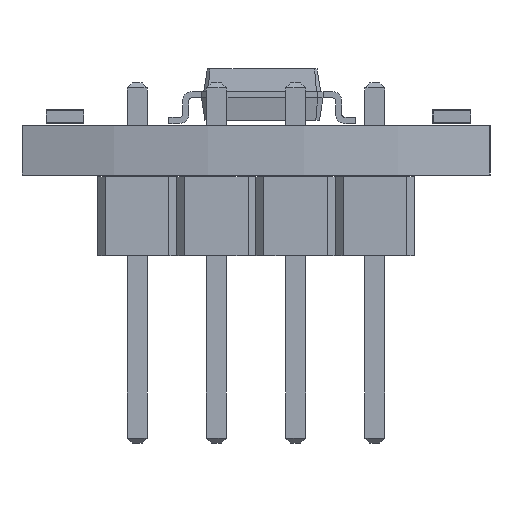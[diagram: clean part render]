
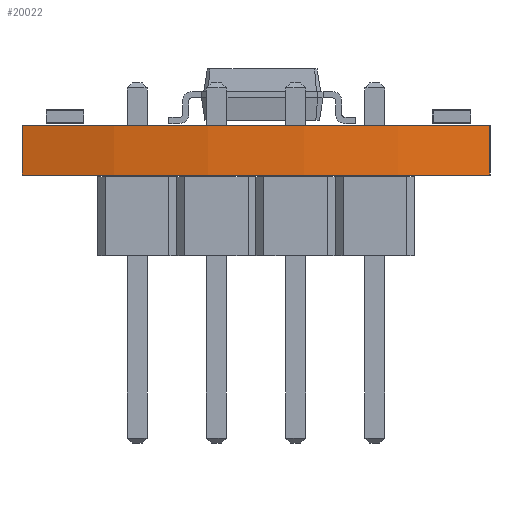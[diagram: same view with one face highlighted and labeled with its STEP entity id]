
A CAD part, left-side view. The second image highlights one B-rep face of the part: STEP entity #20022.
In plain terms, the highlighted cylindrical face has radius 24 mm (diameter 48 mm), a partial arc.
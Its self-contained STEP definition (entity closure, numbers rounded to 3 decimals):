
#19325 = PLANE('',#19326);
#19326 = AXIS2_PLACEMENT_3D('',#19327,#19328,#19329);
#19327 = CARTESIAN_POINT('',(90.402,-86.6,0.));
#19328 = DIRECTION('',(0.,1.,0.));
#19329 = DIRECTION('',(1.,0.,0.));
#19354 = PLANE('',#19355);
#19355 = AXIS2_PLACEMENT_3D('',#19356,#19357,#19358);
#19356 = CARTESIAN_POINT('',(103.835,-79.1,1.6));
#19357 = DIRECTION('',(0.,0.,1.));
#19358 = DIRECTION('',(1.,0.,0.));
#19382 = PLANE('',#19383);
#19383 = AXIS2_PLACEMENT_3D('',#19384,#19385,#19386);
#19384 = CARTESIAN_POINT('',(113.2,-71.6,0.));
#19385 = DIRECTION('',(0.,-1.,0.));
#19386 = DIRECTION('',(-1.,0.,0.));
#19409 = PLANE('',#19410);
#19410 = AXIS2_PLACEMENT_3D('',#19411,#19412,#19413);
#19411 = CARTESIAN_POINT('',(103.835,-79.1,0.));
#19412 = DIRECTION('',(0.,0.,1.));
#19413 = DIRECTION('',(1.,0.,0.));
#19424 = EDGE_CURVE('',#19425,#19427,#19429,.T.);
#19425 = VERTEX_POINT('',#19426);
#19426 = CARTESIAN_POINT('',(90.402,-86.6,0.));
#19427 = VERTEX_POINT('',#19428);
#19428 = CARTESIAN_POINT('',(90.402,-86.6,1.6));
#19429 = SURFACE_CURVE('',#19430,(#19434,#19441),.PCURVE_S1.);
#19430 = LINE('',#19431,#19432);
#19431 = CARTESIAN_POINT('',(90.402,-86.6,0.));
#19432 = VECTOR('',#19433,1.);
#19433 = DIRECTION('',(0.,0.,1.));
#19434 = PCURVE('',#19325,#19435);
#19435 = DEFINITIONAL_REPRESENTATION('',(#19436),#19440);
#19436 = LINE('',#19437,#19438);
#19437 = CARTESIAN_POINT('',(0.,0.));
#19438 = VECTOR('',#19439,1.);
#19439 = DIRECTION('',(0.,-1.));
#19440 = ( GEOMETRIC_REPRESENTATION_CONTEXT(2) 
PARAMETRIC_REPRESENTATION_CONTEXT() REPRESENTATION_CONTEXT('2D SPACE',''
  ) );
#19441 = PCURVE('',#19442,#19447);
#19442 = CYLINDRICAL_SURFACE('',#19443,24.);
#19443 = AXIS2_PLACEMENT_3D('',#19444,#19445,#19446);
#19444 = CARTESIAN_POINT('',(113.2,-79.1,0.));
#19445 = DIRECTION('',(0.,0.,-1.));
#19446 = DIRECTION('',(1.,0.,0.));
#19447 = DEFINITIONAL_REPRESENTATION('',(#19448),#19452);
#19448 = LINE('',#19449,#19450);
#19449 = CARTESIAN_POINT('',(-3.459,0.));
#19450 = VECTOR('',#19451,1.);
#19451 = DIRECTION('',(0.,-1.));
#19452 = ( GEOMETRIC_REPRESENTATION_CONTEXT(2) 
PARAMETRIC_REPRESENTATION_CONTEXT() REPRESENTATION_CONTEXT('2D SPACE',''
  ) );
#19502 = VERTEX_POINT('',#19503);
#19503 = CARTESIAN_POINT('',(90.402,-71.6,1.6));
#19524 = EDGE_CURVE('',#19525,#19502,#19527,.T.);
#19525 = VERTEX_POINT('',#19526);
#19526 = CARTESIAN_POINT('',(90.402,-71.6,0.));
#19527 = SURFACE_CURVE('',#19528,(#19532,#19539),.PCURVE_S1.);
#19528 = LINE('',#19529,#19530);
#19529 = CARTESIAN_POINT('',(90.402,-71.6,0.));
#19530 = VECTOR('',#19531,1.);
#19531 = DIRECTION('',(0.,0.,1.));
#19532 = PCURVE('',#19382,#19533);
#19533 = DEFINITIONAL_REPRESENTATION('',(#19534),#19538);
#19534 = LINE('',#19535,#19536);
#19535 = CARTESIAN_POINT('',(22.798,0.));
#19536 = VECTOR('',#19537,1.);
#19537 = DIRECTION('',(0.,-1.));
#19538 = ( GEOMETRIC_REPRESENTATION_CONTEXT(2) 
PARAMETRIC_REPRESENTATION_CONTEXT() REPRESENTATION_CONTEXT('2D SPACE',''
  ) );
#19539 = PCURVE('',#19442,#19540);
#19540 = DEFINITIONAL_REPRESENTATION('',(#19541),#19545);
#19541 = LINE('',#19542,#19543);
#19542 = CARTESIAN_POINT('',(-2.824,0.));
#19543 = VECTOR('',#19544,1.);
#19544 = DIRECTION('',(0.,-1.));
#19545 = ( GEOMETRIC_REPRESENTATION_CONTEXT(2) 
PARAMETRIC_REPRESENTATION_CONTEXT() REPRESENTATION_CONTEXT('2D SPACE',''
  ) );
#19573 = EDGE_CURVE('',#19525,#19425,#19574,.T.);
#19574 = SURFACE_CURVE('',#19575,(#19580,#19587),.PCURVE_S1.);
#19575 = CIRCLE('',#19576,24.);
#19576 = AXIS2_PLACEMENT_3D('',#19577,#19578,#19579);
#19577 = CARTESIAN_POINT('',(113.2,-79.1,0.));
#19578 = DIRECTION('',(0.,0.,1.));
#19579 = DIRECTION('',(1.,0.,0.));
#19580 = PCURVE('',#19409,#19581);
#19581 = DEFINITIONAL_REPRESENTATION('',(#19582),#19586);
#19582 = CIRCLE('',#19583,24.);
#19583 = AXIS2_PLACEMENT_2D('',#19584,#19585);
#19584 = CARTESIAN_POINT('',(9.365,0.));
#19585 = DIRECTION('',(1.,0.));
#19586 = ( GEOMETRIC_REPRESENTATION_CONTEXT(2) 
PARAMETRIC_REPRESENTATION_CONTEXT() REPRESENTATION_CONTEXT('2D SPACE',''
  ) );
#19587 = PCURVE('',#19442,#19588);
#19588 = DEFINITIONAL_REPRESENTATION('',(#19589),#19593);
#19589 = LINE('',#19590,#19591);
#19590 = CARTESIAN_POINT('',(0.,0.));
#19591 = VECTOR('',#19592,1.);
#19592 = DIRECTION('',(-1.,0.));
#19593 = ( GEOMETRIC_REPRESENTATION_CONTEXT(2) 
PARAMETRIC_REPRESENTATION_CONTEXT() REPRESENTATION_CONTEXT('2D SPACE',''
  ) );
#19818 = EDGE_CURVE('',#19502,#19427,#19819,.T.);
#19819 = SURFACE_CURVE('',#19820,(#19825,#19832),.PCURVE_S1.);
#19820 = CIRCLE('',#19821,24.);
#19821 = AXIS2_PLACEMENT_3D('',#19822,#19823,#19824);
#19822 = CARTESIAN_POINT('',(113.2,-79.1,1.6));
#19823 = DIRECTION('',(0.,0.,1.));
#19824 = DIRECTION('',(1.,0.,0.));
#19825 = PCURVE('',#19354,#19826);
#19826 = DEFINITIONAL_REPRESENTATION('',(#19827),#19831);
#19827 = CIRCLE('',#19828,24.);
#19828 = AXIS2_PLACEMENT_2D('',#19829,#19830);
#19829 = CARTESIAN_POINT('',(9.365,0.));
#19830 = DIRECTION('',(1.,0.));
#19831 = ( GEOMETRIC_REPRESENTATION_CONTEXT(2) 
PARAMETRIC_REPRESENTATION_CONTEXT() REPRESENTATION_CONTEXT('2D SPACE',''
  ) );
#19832 = PCURVE('',#19442,#19833);
#19833 = DEFINITIONAL_REPRESENTATION('',(#19834),#19838);
#19834 = LINE('',#19835,#19836);
#19835 = CARTESIAN_POINT('',(0.,-1.6));
#19836 = VECTOR('',#19837,1.);
#19837 = DIRECTION('',(-1.,0.));
#19838 = ( GEOMETRIC_REPRESENTATION_CONTEXT(2) 
PARAMETRIC_REPRESENTATION_CONTEXT() REPRESENTATION_CONTEXT('2D SPACE',''
  ) );
#20022 = ADVANCED_FACE('',(#20023),#19442,.T.);
#20023 = FACE_BOUND('',#20024,.F.);
#20024 = EDGE_LOOP('',(#20025,#20026,#20027,#20028));
#20025 = ORIENTED_EDGE('',*,*,#19524,.T.);
#20026 = ORIENTED_EDGE('',*,*,#19818,.T.);
#20027 = ORIENTED_EDGE('',*,*,#19424,.F.);
#20028 = ORIENTED_EDGE('',*,*,#19573,.F.);
